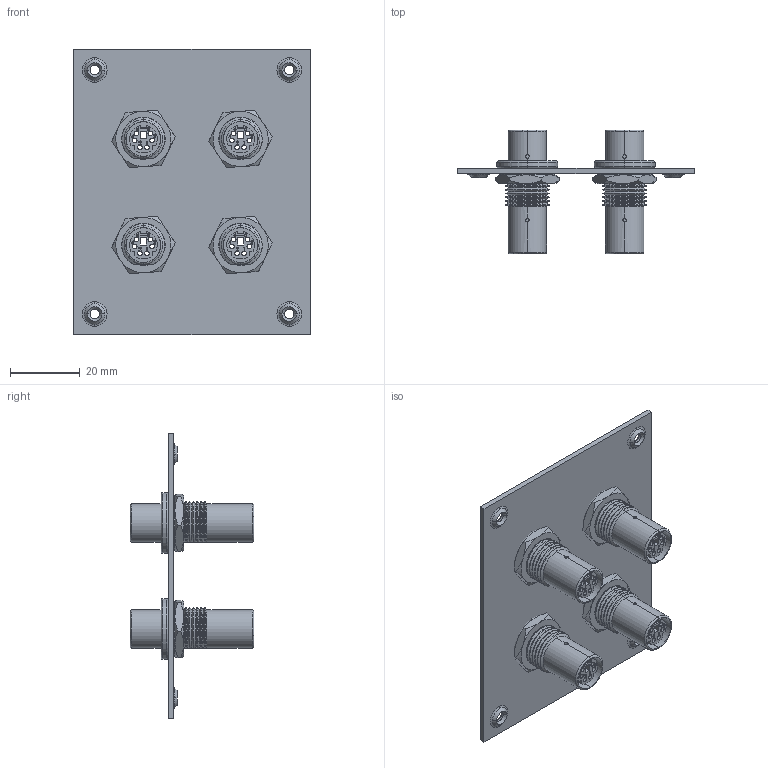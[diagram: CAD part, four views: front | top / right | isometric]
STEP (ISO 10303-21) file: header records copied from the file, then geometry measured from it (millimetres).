
FILE_DESCRIPTION (( 'STEP AP214' ), '1' );
FILE_NAME ('USP4MD6B.STEP', '2007-12-05T14:38:47', ( ' ' ), ( ' ' ), 'SwSTEP 2.0', 'SolidWorks 2007', '' );
FILE_SCHEMA (( 'AUTOMOTIVE_DESIGN' ));
Length unit declared in the file: inch
Products named in the file (7): MD66FF_with hardware; 1AR06-005; 3AB10-003_MD66FF; 3AA03-005; MD66FF-MA1; 3AA02-008; USP4MD6B
Assembly tree (9 placements, depth 3):
  USP4MD6B
    MD66FF_with hardware  x4
      3AA02-008
      3AA03-005
      MD66FF-MA1
      3AB10-003_MD66FF
    1AR06-005
Bounding box: 68.07 x 35.56 x 82.04 mm (x, y, z)
Volume: 19636.8 mm3; surface area: 34868.4 mm2
Topology: 17 solids, 17 shells, 2006 faces, 5220 edges, 3344 vertices
Faces by surface type: plane 878, cylinder 404, bspline 364, cone 232, torus 128
Entity records: 26577 total; most frequent: CARTESIAN_POINT 9380, ORIENTED_EDGE 2886, DIRECTION 2491, EDGE_CURVE 1443, VERTEX_POINT 926, AXIS2_PLACEMENT_3D 857, VECTOR 777, LINE 777
